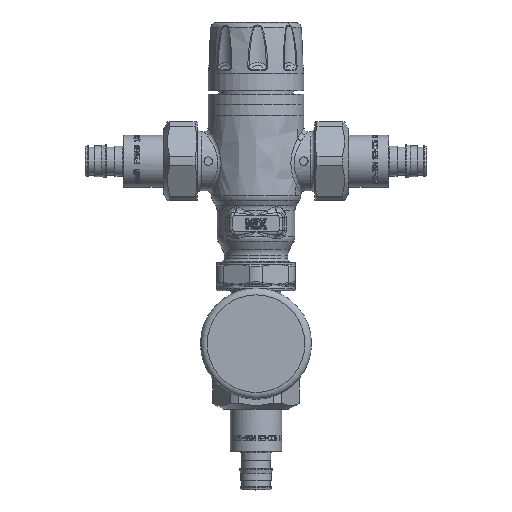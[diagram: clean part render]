
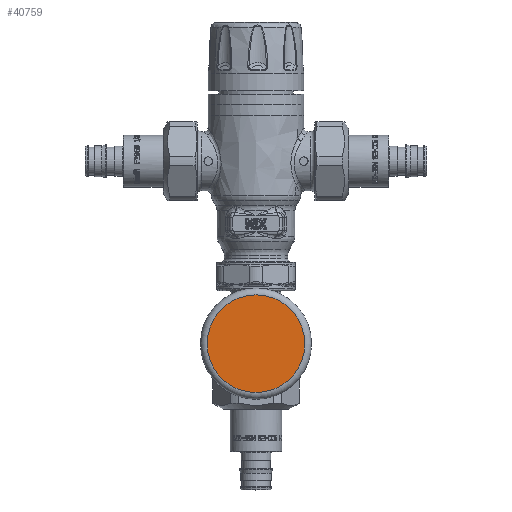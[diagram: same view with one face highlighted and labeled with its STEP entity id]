
A CAD part, top view. The second image highlights one B-rep face of the part: STEP entity #40759.
In plain terms, the highlighted planar face has unit normal (0, 0, 1).
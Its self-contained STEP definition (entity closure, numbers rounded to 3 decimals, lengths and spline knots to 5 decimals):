
#2464=PLANE('',#44715);
#4842=FACE_OUTER_BOUND('',#7437,.T.);
#7437=EDGE_LOOP('',(#35923));
#9398=CIRCLE('',#44709,0.905);
#18599=VERTEX_POINT('',#141990);
#24385=EDGE_CURVE('',#18599,#18599,#9398,.T.);
#35923=ORIENTED_EDGE('',*,*,#24385,.F.);
#40759=ADVANCED_FACE('',(#4842),#2464,.T.);
#44709=AXIS2_PLACEMENT_3D('',#141991,#54243,#54244);
#44715=AXIS2_PLACEMENT_3D('',#142001,#54256,#54257);
#54243=DIRECTION('center_axis',(0.,0.,-1.));
#54244=DIRECTION('ref_axis',(-1.,0.,0.));
#54256=DIRECTION('center_axis',(0.,0.,1.));
#54257=DIRECTION('ref_axis',(1.,0.,0.));
#141990=CARTESIAN_POINT('',(-0.905,0.,0.41));
#141991=CARTESIAN_POINT('Origin',(0.,0.,0.41));
#142001=CARTESIAN_POINT('Origin',(0.,0.,0.41));
